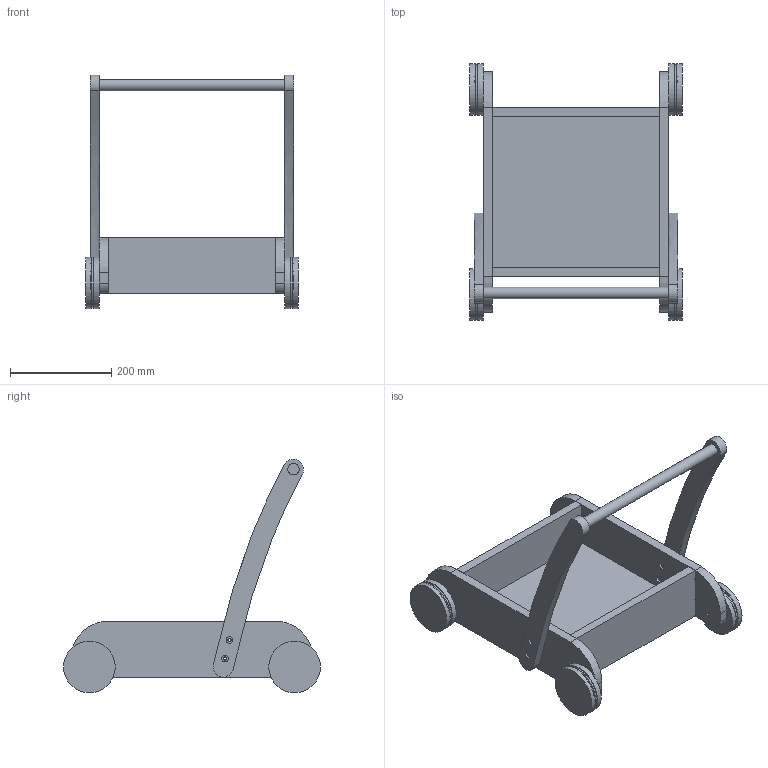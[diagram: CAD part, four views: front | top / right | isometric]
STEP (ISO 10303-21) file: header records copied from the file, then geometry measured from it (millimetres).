
FILE_DESCRIPTION( ( '' ), ' ' );
FILE_NAME( '590715d0796ff4109432182f.step', '2017-05-01T11:02:41', ( '' ), ( '' ), ' ', ' ', ' ' );
FILE_SCHEMA( ( 'AUTOMOTIVE_DESIGN { 1 0 10303 214 1 1 1 1 }' ) );
Length unit declared in the file: metre
Products named in the file (16): wheel-4-interior; Part 16; Side_left; back; bottom; bar_left; wheel-1-interior; wheel-1-exterior; wheel-2-interior; wheel-2-exterior; front; Side_right; bar_right; wheel-3-interior; wheel-3-exterior; wheel-4-exterior
Bounding box: 420 x 507 x 461.38 mm (x, y, z)
Volume: 6511485.5 mm3; surface area: 1005290.2 mm2
Topology: 16 solids, 16 shells, 218 faces, 486 edges, 327 vertices
Faces by surface type: plane 127, cylinder 87, extrusion 4
Full cylindrical faces by diameter (mm): 6.4 x16, 10 x4, 13 x8, 22.5 x3, 98 x8, 102 x8
Entity records: 7818 total; most frequent: DIRECTION 1060, CARTESIAN_POINT 1054, ORIENTED_EDGE 860, EDGE_CURVE 430, AXIS2_PLACEMENT_3D 404, EDGE_LOOP 328, VERTEX_POINT 318, FACE_OUTER_BOUND 265
